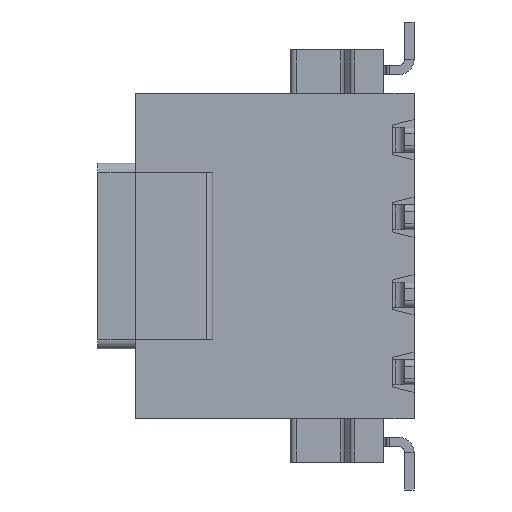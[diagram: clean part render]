
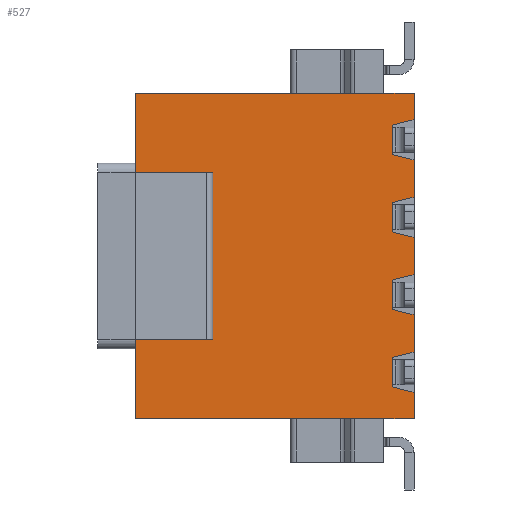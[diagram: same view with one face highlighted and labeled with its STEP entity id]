
A CAD part, front view. The second image highlights one B-rep face of the part: STEP entity #527.
In plain terms, the highlighted planar face has unit normal (0, -1, 0).
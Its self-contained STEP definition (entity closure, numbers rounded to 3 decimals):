
#527=ADVANCED_FACE('',(#1427),#1428,.T.);
#1427=FACE_OUTER_BOUND('',#2714,.T.);
#1428=PLANE('',#2715);
#2714=EDGE_LOOP('',(#4243,#4244,#4245,#4246,#4247,#4248,#4249,#4250,#4251,#4252,#4253,#4254,#4255,#4256,#4257,#4258,#4259,#4260,#4261,#4262));
#2715=AXIS2_PLACEMENT_3D('',#4263,#4264,#4265);
#4243=ORIENTED_EDGE('',*,*,#7926,.F.);
#4244=ORIENTED_EDGE('',*,*,#7952,.F.);
#4245=ORIENTED_EDGE('',*,*,#7953,.F.);
#4246=ORIENTED_EDGE('',*,*,#7954,.F.);
#4247=ORIENTED_EDGE('',*,*,#7955,.F.);
#4248=ORIENTED_EDGE('',*,*,#7956,.T.);
#4249=ORIENTED_EDGE('',*,*,#7957,.F.);
#4250=ORIENTED_EDGE('',*,*,#7958,.F.);
#4251=ORIENTED_EDGE('',*,*,#7959,.F.);
#4252=ORIENTED_EDGE('',*,*,#7960,.T.);
#4253=ORIENTED_EDGE('',*,*,#7961,.F.);
#4254=ORIENTED_EDGE('',*,*,#7962,.F.);
#4255=ORIENTED_EDGE('',*,*,#7963,.F.);
#4256=ORIENTED_EDGE('',*,*,#7964,.T.);
#4257=ORIENTED_EDGE('',*,*,#7965,.F.);
#4258=ORIENTED_EDGE('',*,*,#7966,.F.);
#4259=ORIENTED_EDGE('',*,*,#7967,.F.);
#4260=ORIENTED_EDGE('',*,*,#7898,.T.);
#4261=ORIENTED_EDGE('',*,*,#7968,.F.);
#4262=ORIENTED_EDGE('',*,*,#7969,.F.);
#4263=CARTESIAN_POINT('',(2.042,0.0,-6.772));
#4264=DIRECTION('',(0.0,-1.0,0.0));
#4265=DIRECTION('',(0.0,0.0,-1.0));
#7898=EDGE_CURVE('',#9521,#9522,#9523,.T.);
#7926=EDGE_CURVE('',#9574,#9576,#9577,.T.);
#7952=EDGE_CURVE('',#9617,#9574,#9618,.T.);
#7953=EDGE_CURVE('',#9619,#9617,#9620,.T.);
#7954=EDGE_CURVE('',#9621,#9619,#9622,.T.);
#7955=EDGE_CURVE('',#9623,#9621,#9624,.T.);
#7956=EDGE_CURVE('',#9623,#9625,#9626,.T.);
#7957=EDGE_CURVE('',#9627,#9625,#9628,.T.);
#7958=EDGE_CURVE('',#9629,#9627,#9630,.T.);
#7959=EDGE_CURVE('',#9631,#9629,#9632,.T.);
#7960=EDGE_CURVE('',#9631,#9633,#9634,.T.);
#7961=EDGE_CURVE('',#9635,#9633,#9636,.T.);
#7962=EDGE_CURVE('',#9637,#9635,#9638,.T.);
#7963=EDGE_CURVE('',#9639,#9637,#9640,.T.);
#7964=EDGE_CURVE('',#9639,#9641,#9642,.T.);
#7965=EDGE_CURVE('',#9643,#9641,#9644,.T.);
#7966=EDGE_CURVE('',#9645,#9643,#9646,.T.);
#7967=EDGE_CURVE('',#9521,#9645,#9647,.T.);
#7968=EDGE_CURVE('',#9648,#9522,#9649,.T.);
#7969=EDGE_CURVE('',#9576,#9648,#9650,.T.);
#9521=VERTEX_POINT('',#12117);
#9522=VERTEX_POINT('',#12118);
#9523=LINE('',#12119,#12120);
#9574=VERTEX_POINT('',#12190);
#9576=VERTEX_POINT('',#12193);
#9577=LINE('',#12194,#12195);
#9617=VERTEX_POINT('',#12324);
#9618=LINE('',#12325,#12326);
#9619=VERTEX_POINT('',#12327);
#9620=LINE('',#12328,#12329);
#9621=VERTEX_POINT('',#12330);
#9622=LINE('',#12331,#12332);
#9623=VERTEX_POINT('',#12333);
#9624=LINE('',#12334,#12335);
#9625=VERTEX_POINT('',#12336);
#9626=LINE('',#12337,#12338);
#9627=VERTEX_POINT('',#12339);
#9628=LINE('',#12340,#12341);
#9629=VERTEX_POINT('',#12342);
#9630=LINE('',#12343,#12344);
#9631=VERTEX_POINT('',#12345);
#9632=LINE('',#12346,#12347);
#9633=VERTEX_POINT('',#12348);
#9634=LINE('',#12349,#12350);
#9635=VERTEX_POINT('',#12351);
#9636=LINE('',#12352,#12353);
#9637=VERTEX_POINT('',#12354);
#9638=LINE('',#12355,#12356);
#9639=VERTEX_POINT('',#12357);
#9640=LINE('',#12358,#12359);
#9641=VERTEX_POINT('',#12360);
#9642=LINE('',#12361,#12362);
#9643=VERTEX_POINT('',#12363);
#9644=LINE('',#12364,#12365);
#9645=VERTEX_POINT('',#12366);
#9646=LINE('',#12367,#12368);
#9647=LINE('',#12369,#12370);
#9648=VERTEX_POINT('',#12371);
#9649=LINE('',#12372,#12373);
#9650=LINE('',#12374,#12375);
#12117=CARTESIAN_POINT('',(8.3,0.0,-1.975));
#12118=CARTESIAN_POINT('',(8.3,0.0,-1.025));
#12119=CARTESIAN_POINT('',(8.3,0.0,-5.55));
#12120=VECTOR('',#15287,1.0);
#12190=CARTESIAN_POINT('',(0.0,0.0,0.0));
#12193=CARTESIAN_POINT('',(9.0,0.0,0.0));
#12194=CARTESIAN_POINT('',(13.539,0.0,0.0));
#12195=VECTOR('',#15326,1.0);
#12324=CARTESIAN_POINT('',(0.0,0.0,-10.5));
#12325=CARTESIAN_POINT('',(0.0,0.0,-8.05));
#12326=VECTOR('',#15359,1.0);
#12327=CARTESIAN_POINT('',(9.0,0.0,-10.5));
#12328=CARTESIAN_POINT('',(13.539,0.0,-10.5));
#12329=VECTOR('',#15360,1.0);
#12330=CARTESIAN_POINT('',(9.0,0.0,-9.65));
#12331=CARTESIAN_POINT('',(9.0,0.0,-5.5));
#12332=VECTOR('',#15361,1.0);
#12333=CARTESIAN_POINT('',(8.3,0.0,-9.475));
#12334=CARTESIAN_POINT('',(13.539,0.0,-10.785));
#12335=VECTOR('',#15362,1.0);
#12336=CARTESIAN_POINT('',(8.3,0.0,-8.525));
#12337=CARTESIAN_POINT('',(8.3,0.0,-10.55));
#12338=VECTOR('',#15363,1.0);
#12339=CARTESIAN_POINT('',(9.0,0.0,-8.35));
#12340=CARTESIAN_POINT('',(13.539,0.0,-7.215));
#12341=VECTOR('',#15364,1.0);
#12342=CARTESIAN_POINT('',(9.0,0.0,-7.15));
#12343=CARTESIAN_POINT('',(9.0,0.0,-5.5));
#12344=VECTOR('',#15365,1.0);
#12345=CARTESIAN_POINT('',(8.3,0.0,-6.975));
#12346=CARTESIAN_POINT('',(13.539,0.0,-8.285));
#12347=VECTOR('',#15366,1.0);
#12348=CARTESIAN_POINT('',(8.3,0.0,-6.025));
#12349=CARTESIAN_POINT('',(8.3,0.0,-8.05));
#12350=VECTOR('',#15367,1.0);
#12351=CARTESIAN_POINT('',(9.0,0.0,-5.85));
#12352=CARTESIAN_POINT('',(13.539,0.0,-4.715));
#12353=VECTOR('',#15368,1.0);
#12354=CARTESIAN_POINT('',(9.0,0.0,-4.65));
#12355=CARTESIAN_POINT('',(9.0,0.0,-3.0));
#12356=VECTOR('',#15369,1.0);
#12357=CARTESIAN_POINT('',(8.3,0.0,-4.475));
#12358=CARTESIAN_POINT('',(13.539,0.0,-5.785));
#12359=VECTOR('',#15370,1.0);
#12360=CARTESIAN_POINT('',(8.3,0.0,-3.525));
#12361=CARTESIAN_POINT('',(8.3,0.0,-5.55));
#12362=VECTOR('',#15371,1.0);
#12363=CARTESIAN_POINT('',(9.0,0.0,-3.35));
#12364=CARTESIAN_POINT('',(13.539,0.0,-2.215));
#12365=VECTOR('',#15372,1.0);
#12366=CARTESIAN_POINT('',(9.0,0.0,-2.15));
#12367=CARTESIAN_POINT('',(9.0,0.0,-0.5));
#12368=VECTOR('',#15373,1.0);
#12369=CARTESIAN_POINT('',(13.539,0.0,-3.285));
#12370=VECTOR('',#15374,1.0);
#12371=CARTESIAN_POINT('',(9.0,0.0,-0.85));
#12372=CARTESIAN_POINT('',(13.539,0.0,0.285));
#12373=VECTOR('',#15375,1.0);
#12374=CARTESIAN_POINT('',(9.0,0.0,-3.0));
#12375=VECTOR('',#15376,1.0);
#15287=DIRECTION('',(0.0,0.0,1.0));
#15326=DIRECTION('',(1.0,0.0,0.0));
#15359=DIRECTION('',(0.0,0.0,1.0));
#15360=DIRECTION('',(-1.0,0.0,0.0));
#15361=DIRECTION('',(0.0,0.0,-1.0));
#15362=DIRECTION('',(0.97,0.0,-0.243));
#15363=DIRECTION('',(0.0,0.0,1.0));
#15364=DIRECTION('',(-0.97,0.0,-0.243));
#15365=DIRECTION('',(0.0,0.0,-1.0));
#15366=DIRECTION('',(0.97,0.0,-0.243));
#15367=DIRECTION('',(0.0,0.0,1.0));
#15368=DIRECTION('',(-0.97,0.0,-0.243));
#15369=DIRECTION('',(0.0,0.0,-1.0));
#15370=DIRECTION('',(0.97,0.0,-0.243));
#15371=DIRECTION('',(0.0,0.0,1.0));
#15372=DIRECTION('',(-0.97,0.0,-0.243));
#15373=DIRECTION('',(0.0,0.0,-1.0));
#15374=DIRECTION('',(0.97,0.0,-0.243));
#15375=DIRECTION('',(-0.97,0.0,-0.243));
#15376=DIRECTION('',(0.0,0.0,-1.0));
